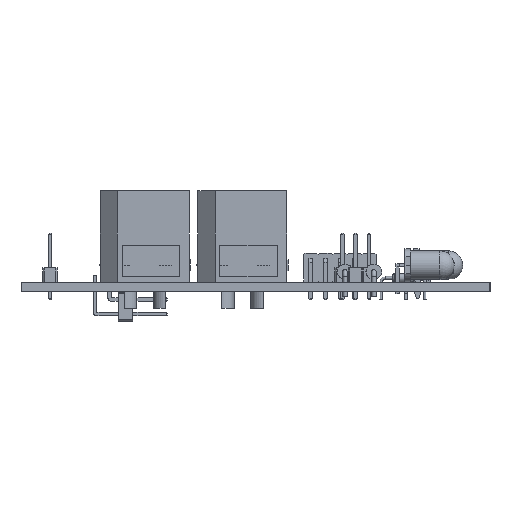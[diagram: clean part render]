
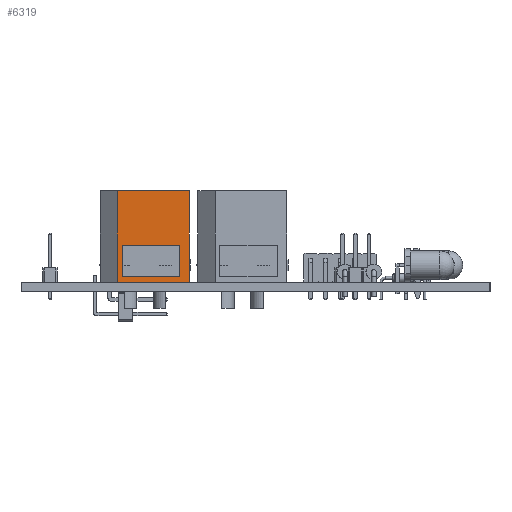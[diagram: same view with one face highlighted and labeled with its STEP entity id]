
A CAD part, left-side view. The second image highlights one B-rep face of the part: STEP entity #6319.
In plain terms, the highlighted face is planar.
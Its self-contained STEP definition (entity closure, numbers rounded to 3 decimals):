
#4961 = EDGE_CURVE('',#4962,#4964,#4966,.T.);
#4962 = VERTEX_POINT('',#4963);
#4963 = CARTESIAN_POINT('',(-0.349,-4.05,1.));
#4964 = VERTEX_POINT('',#4965);
#4965 = CARTESIAN_POINT('',(-0.349,-4.05,6.5));
#4966 = LINE('',#4967,#4968);
#4967 = CARTESIAN_POINT('',(-0.349,-4.05,0.5));
#4968 = VECTOR('',#4969,1.);
#4969 = DIRECTION('',(0.,0.,1.));
#5001 = EDGE_CURVE('',#5002,#4962,#5004,.T.);
#5002 = VERTEX_POINT('',#5003);
#5003 = CARTESIAN_POINT('',(9.651,-4.05,1.));
#5004 = LINE('',#5005,#5006);
#5005 = CARTESIAN_POINT('',(4.25,-4.05,1.));
#5006 = VECTOR('',#5007,1.);
#5007 = DIRECTION('',(-1.,0.,0.));
#5032 = EDGE_CURVE('',#5033,#5002,#5035,.T.);
#5033 = VERTEX_POINT('',#5034);
#5034 = CARTESIAN_POINT('',(9.651,-4.05,6.5));
#5035 = LINE('',#5036,#5037);
#5036 = CARTESIAN_POINT('',(9.651,-4.05,3.25));
#5037 = VECTOR('',#5038,1.);
#5038 = DIRECTION('',(0.,0.,-1.));
#5063 = EDGE_CURVE('',#4964,#5033,#5064,.T.);
#5064 = LINE('',#5065,#5066);
#5065 = CARTESIAN_POINT('',(-0.75,-4.05,6.5));
#5066 = VECTOR('',#5067,1.);
#5067 = DIRECTION('',(1.,0.,0.));
#6319 = ADVANCED_FACE('',(#6320,#6354),#6360,.T.);
#6320 = FACE_BOUND('',#6321,.T.);
#6321 = EDGE_LOOP('',(#6322,#6332,#6340,#6348));
#6322 = ORIENTED_EDGE('',*,*,#6323,.F.);
#6323 = EDGE_CURVE('',#6324,#6326,#6328,.T.);
#6324 = VERTEX_POINT('',#6325);
#6325 = CARTESIAN_POINT('',(11.35,-4.05,0.));
#6326 = VERTEX_POINT('',#6327);
#6327 = CARTESIAN_POINT('',(-1.15,-4.05,0.));
#6328 = LINE('',#6329,#6330);
#6329 = CARTESIAN_POINT('',(11.35,-4.05,0.));
#6330 = VECTOR('',#6331,1.);
#6331 = DIRECTION('',(-1.,0.,0.));
#6332 = ORIENTED_EDGE('',*,*,#6333,.T.);
#6333 = EDGE_CURVE('',#6324,#6334,#6336,.T.);
#6334 = VERTEX_POINT('',#6335);
#6335 = CARTESIAN_POINT('',(11.35,-4.05,16.));
#6336 = LINE('',#6337,#6338);
#6337 = CARTESIAN_POINT('',(11.35,-4.05,0.));
#6338 = VECTOR('',#6339,1.);
#6339 = DIRECTION('',(0.,0.,1.));
#6340 = ORIENTED_EDGE('',*,*,#6341,.F.);
#6341 = EDGE_CURVE('',#6342,#6334,#6344,.T.);
#6342 = VERTEX_POINT('',#6343);
#6343 = CARTESIAN_POINT('',(-1.15,-4.05,16.));
#6344 = LINE('',#6345,#6346);
#6345 = CARTESIAN_POINT('',(11.35,-4.05,16.));
#6346 = VECTOR('',#6347,1.);
#6347 = DIRECTION('',(1.,0.,0.));
#6348 = ORIENTED_EDGE('',*,*,#6349,.F.);
#6349 = EDGE_CURVE('',#6326,#6342,#6350,.T.);
#6350 = LINE('',#6351,#6352);
#6351 = CARTESIAN_POINT('',(-1.15,-4.05,0.));
#6352 = VECTOR('',#6353,1.);
#6353 = DIRECTION('',(0.,0.,1.));
#6354 = FACE_BOUND('',#6355,.T.);
#6355 = EDGE_LOOP('',(#6356,#6357,#6358,#6359));
#6356 = ORIENTED_EDGE('',*,*,#4961,.T.);
#6357 = ORIENTED_EDGE('',*,*,#5063,.T.);
#6358 = ORIENTED_EDGE('',*,*,#5032,.T.);
#6359 = ORIENTED_EDGE('',*,*,#5001,.T.);
#6360 = PLANE('',#6361);
#6361 = AXIS2_PLACEMENT_3D('',#6362,#6363,#6364);
#6362 = CARTESIAN_POINT('',(-1.15,-4.05,0.));
#6363 = DIRECTION('',(0.,-1.,0.));
#6364 = DIRECTION('',(1.,0.,0.));
